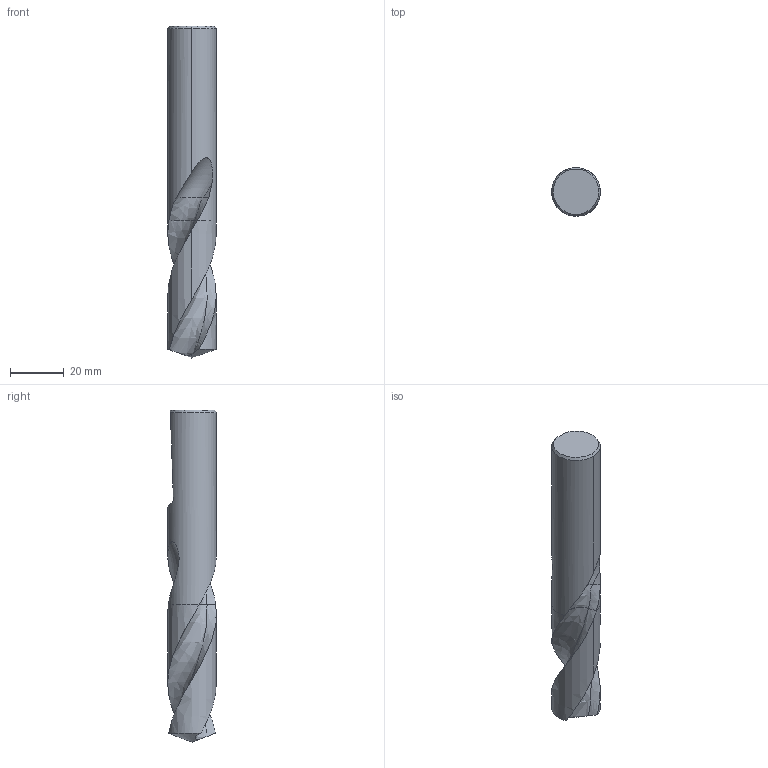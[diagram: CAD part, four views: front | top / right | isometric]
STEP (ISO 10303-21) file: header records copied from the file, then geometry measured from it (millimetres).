
FILE_DESCRIPTION(('no description'),'unknown implementation level');
FILE_NAME('solidyC1THMl3TT2gmCompbx_YGzrHNA_1.STP',' ',('CIMSOURCE GmbH'),('CADClick - KiM GmbH - www.kimweb.de'),'unknown preprocess','ACIS','unknown authorization');
FILE_SCHEMA(('automotive_design'));
Length unit declared in the file: millimetre
Products named in the file (2): 1; 2
Bounding box: 18 x 18 x 123 mm (x, y, z)
Volume: 23458.3 mm3; surface area: 7867 mm2
Topology: 2 solids, 2 shells, 45 faces, 123 edges, 80 vertices
Faces by surface type: bspline 12, cylinder 11, plane 10, cone 8, revolution 4
Entity records: 8936 total; most frequent: CARTESIAN_POINT 6525, STYLED_ITEM 248, PRESENTATION_STYLE_ASSIGNMENT 248, COLOUR_RGB 248, ORIENTED_EDGE 242, DIRECTION 155, EDGE_CURVE 121, CURVE_STYLE 121
